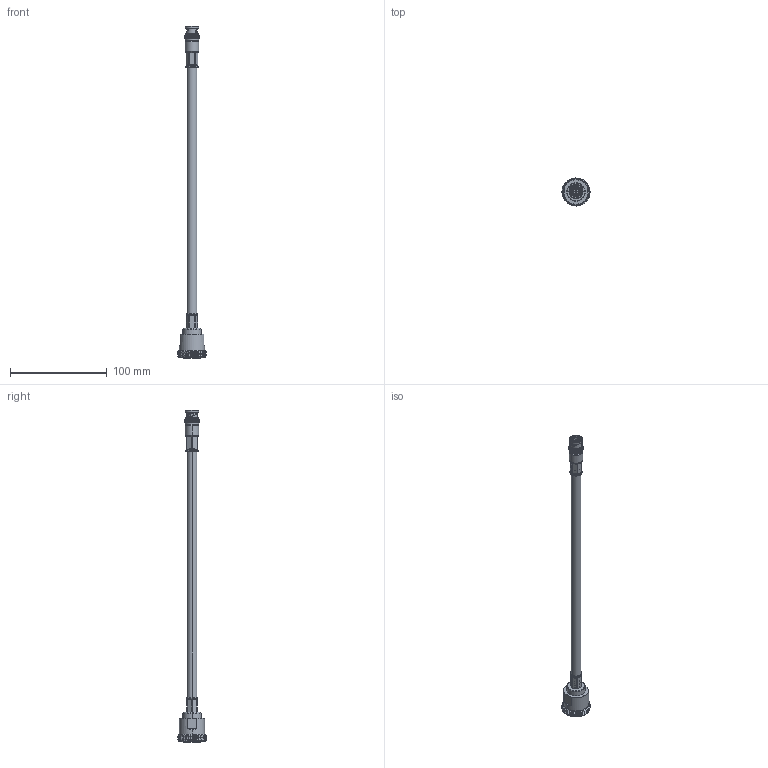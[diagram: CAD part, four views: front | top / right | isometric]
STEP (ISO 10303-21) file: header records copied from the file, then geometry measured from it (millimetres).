
FILE_DESCRIPTION (( 'STEP AP214' ), '1' );
FILE_NAME ('PE3W10097.step', '2021-04-29T22:14:55', ( '' ), ( '' ), 'SwSTEP 2.0', 'SolidWorks 2020', '' );
FILE_SCHEMA (( 'AUTOMOTIVE_DESIGN' ));
Length unit declared in the file: inch
Products named in the file (4): LMR-400-UF^PE3W10097_LMR-400; PE44546^PE3W10097_Crimped; PE44294^PE3W10097_Crimped; PE3W10097
Assembly tree (3 placements, depth 2):
  PE3W10097
    LMR-400-UF^PE3W10097_LMR-400
    PE44294^PE3W10097_Crimped
    PE44546^PE3W10097_Crimped
Bounding box: 29 x 29 x 343.25 mm (x, y, z)
Volume: 38552.4 mm3; surface area: 19527 mm2
Topology: 5 solids, 5 shells, 547 faces, 1507 edges, 988 vertices
Faces by surface type: plane 248, cylinder 209, cone 52, bspline 25, torus 13
Entity records: 22420 total; most frequent: CARTESIAN_POINT 8986, ORIENTED_EDGE 3014, DIRECTION 2472, EDGE_CURVE 1507, VERTEX_POINT 988, AXIS2_PLACEMENT_3D 970, EDGE_LOOP 571, FACE_OUTER_BOUND 547
